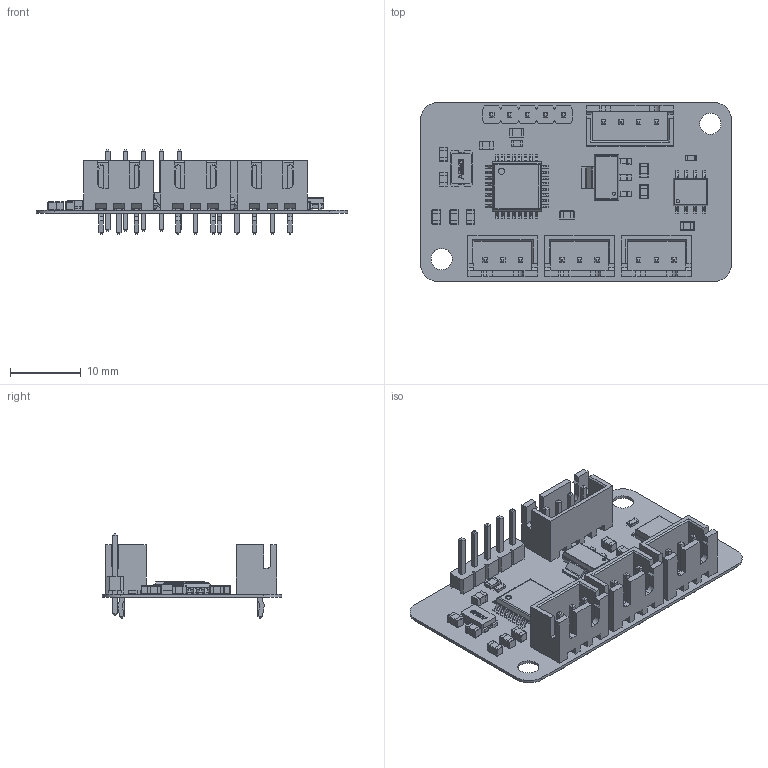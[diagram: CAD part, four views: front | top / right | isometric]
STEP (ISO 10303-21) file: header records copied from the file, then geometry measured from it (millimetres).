
FILE_DESCRIPTION(('Open CASCADE Model'),'2;1');
FILE_NAME('Open CASCADE Shape Model','2021-06-29T23:21:11',('Author'),( 'Open CASCADE'),'Open CASCADE STEP processor 6.8','Open CASCADE 6.8' ,'Unknown');
FILE_SCHEMA(('AUTOMOTIVE_DESIGN { 1 0 10303 214 1 1 1 1 }'));
Length unit declared in the file: millimetre
Products named in the file (87): PCB; Board; Open CASCADE STEP translator 6.8 2.1.1; P3; JST_XH_B3B-XH-A_1x03_P2.50mm_Vertical; P2; Y1; ABM3; U3; 5888667424; Body; PinsArrayLR; PinsArrayTB; U2; 5888667664; PinsArrayL; FilletPinR; U1; 5888668544; R2; 5829087584; Mid_Body; Terminal; Open_CASCADE_STEP_translator_6.8_16.2.1; Mark; R1; 5888668704; P1; LED1; 5888667504; Open_CASCADE_STEP_translator_6.8_19.2.1; L1; 5829087344; Open_CASCADE_STEP_translator_6.8_4.1.1; Open_CASCADE_STEP_translator_6.8_4.1.2; Open_CASCADE_STEP_translator_6.8_4.2.1; J2; JST_XH_B4B-XH-A_1x04_P2.50mm_Vertical; J1; 61300511121_Download_STP_61300511121_rev1 ...
Assembly tree (100 placements, depth 5):
  PCB
    Board
      Open CASCADE STEP translator 6.8 2.1.1
    P3
      JST_XH_B3B-XH-A_1x03_P2.50mm_Vertical
    P2
      JST_XH_B3B-XH-A_1x03_P2.50mm_Vertical
    Y1
      ABM3
    U3
      5888667424
        Body
        PinsArrayLR
        PinsArrayTB
    U2
      5888667664
        Body
        PinsArrayL
        FilletPinR
    U1
      5888668544
        Body
        PinsArrayLR
    R2
      5829087584
        Mid_Body
        Terminal  x2
          Open_CASCADE_STEP_translator_6.8_16.2.1
        Mark
    R1
      5888668704
        Mid_Body
        Terminal  x2
          Open_CASCADE_STEP_translator_6.8_16.2.1
        Mark
    P1
      JST_XH_B3B-XH-A_1x03_P2.50mm_Vertical
    LED1
      5888667504
        Mid_Body
        Terminal  x2
          Open_CASCADE_STEP_translator_6.8_19.2.1
        Mark
    L1
      5829087344
        Terminal
          Open_CASCADE_STEP_translator_6.8_4.1.1
          Open_CASCADE_STEP_translator_6.8_4.1.2
        Mid_Body
          Open_CASCADE_STEP_translator_6.8_4.2.1
    J2
      JST_XH_B4B-XH-A_1x04_P2.50mm_Vertical
    J1
      61300511121_Download_STP_61300511121_rev1
        6130xx11121_PIN  x5
        61300511121
    C9
      5829087424
        Terminal
          Open_CASCADE_STEP_translator_6.8_4.1.1
Bounding box: 44.14 x 25.42 x 11.94 mm (x, y, z)
Volume: 1581 mm3; surface area: 5417.6 mm2
Topology: 101 solids, 101 shells, 1978 faces, 4889 edges, 3070 vertices
Faces by surface type: plane 1471, cylinder 399, sphere 80, bspline 28
Full cylindrical faces by diameter (mm): 0.438 x1, 0.487 x1, 0.875 x1, 0.9 x5, 1 x13, 3 x2
Entity records: 48465 total; most frequent: CARTESIAN_POINT 8874, ORIENTED_EDGE 7054, DIRECTION 7031, EDGE_CURVE 3527, LINE 2913, VECTOR 2913, VERTEX_POINT 2278, AXIS2_PLACEMENT_3D 2059
